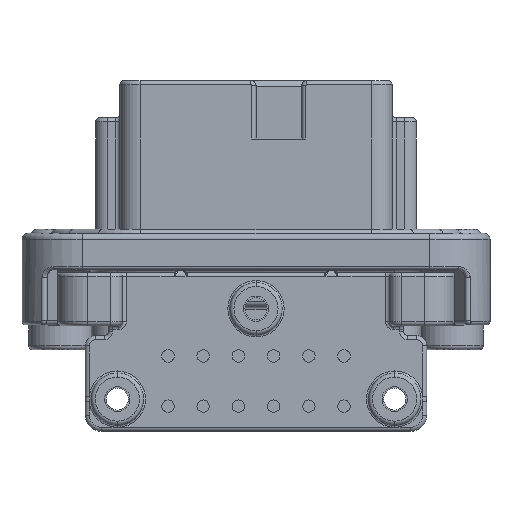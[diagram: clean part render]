
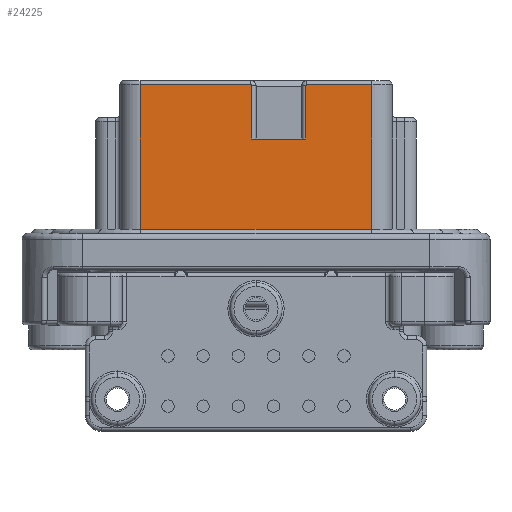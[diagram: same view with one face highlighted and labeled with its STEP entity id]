
A CAD part, front view. The second image highlights one B-rep face of the part: STEP entity #24225.
In plain terms, the highlighted planar face has unit normal (0, -1, 0).
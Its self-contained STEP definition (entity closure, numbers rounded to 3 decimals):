
#4056=DIRECTION('',(-1.,0.,0.));
#4057=VECTOR('',#4056,6.807);
#4058=CARTESIAN_POINT('',(6.299,-11.125,-7.366));
#4059=LINE('',#4058,#4057);
#4104=DIRECTION('',(-1.,0.,0.));
#4105=VECTOR('',#4104,8.242);
#4106=CARTESIAN_POINT('',(14.669,-11.125,-0.508));
#4107=LINE('',#4106,#4105);
#4108=DIRECTION('',(0.,0.,-1.));
#4109=VECTOR('',#4108,19.05);
#4110=CARTESIAN_POINT('',(14.669,-11.125,-0.508));
#4111=LINE('',#4110,#4109);
#4112=DIRECTION('',(-1.,0.,0.));
#4113=VECTOR('',#4112,14.034);
#4114=CARTESIAN_POINT('',(-0.635,-11.125,-0.508));
#4115=LINE('',#4114,#4113);
#4116=CARTESIAN_POINT('',(-0.635,-11.125,-0.635));
#4117=DIRECTION('',(0.,-1.,0.));
#4118=DIRECTION('',(1.,0.,0.));
#4119=AXIS2_PLACEMENT_3D('',#4116,#4117,#4118);
#4121=DIRECTION('',(0.,0.,1.));
#4122=VECTOR('',#4121,6.731);
#4123=CARTESIAN_POINT('',(-0.508,-11.125,-7.366));
#4124=LINE('',#4123,#4122);
#4125=DIRECTION('',(0.,0.,-1.));
#4126=VECTOR('',#4125,6.731);
#4127=CARTESIAN_POINT('',(6.299,-11.125,-0.635));
#4128=LINE('',#4127,#4126);
#4129=CARTESIAN_POINT('',(6.426,-11.125,-0.635));
#4130=DIRECTION('',(0.,-1.,0.));
#4131=DIRECTION('',(0.,0.,1.));
#4132=AXIS2_PLACEMENT_3D('',#4129,#4130,#4131);
#5126=DIRECTION('',(-1.,0.,0.));
#5127=VECTOR('',#5126,29.337);
#5128=CARTESIAN_POINT('',(14.669,-11.125,-19.558));
#5129=LINE('',#5128,#5127);
#14806=DIRECTION('',(0.,0.,-1.));
#14807=VECTOR('',#14806,19.05);
#14808=CARTESIAN_POINT('',(-14.669,-11.125,-0.508));
#14809=LINE('',#14808,#14807);
#17672=CARTESIAN_POINT('',(14.669,-11.125,-19.558));
#17674=VERTEX_POINT('',#17672);
#17675=CARTESIAN_POINT('',(-14.669,-11.125,-19.558));
#17676=VERTEX_POINT('',#17675);
#19790=CARTESIAN_POINT('',(14.669,-11.125,-0.508));
#19791=CARTESIAN_POINT('',(6.426,-11.125,-0.508));
#19792=VERTEX_POINT('',#19790);
#19793=VERTEX_POINT('',#19791);
#19798=CARTESIAN_POINT('',(-14.669,-11.125,-0.508));
#19800=VERTEX_POINT('',#19798);
#19812=CARTESIAN_POINT('',(-0.508,-11.125,-7.366));
#19813=CARTESIAN_POINT('',(-0.508,-11.125,-0.635));
#19814=VERTEX_POINT('',#19812);
#19815=VERTEX_POINT('',#19813);
#19816=CARTESIAN_POINT('',(-0.635,-11.125,-0.508));
#19817=VERTEX_POINT('',#19816);
#19826=CARTESIAN_POINT('',(6.299,-11.125,-7.366));
#19827=VERTEX_POINT('',#19826);
#19972=CARTESIAN_POINT('',(6.299,-11.125,-0.635));
#19973=VERTEX_POINT('',#19972);
#24203=CARTESIAN_POINT('',(14.669,-11.125,0.));
#24204=DIRECTION('',(0.,1.,0.));
#24205=DIRECTION('',(-1.,0.,0.));
#24206=AXIS2_PLACEMENT_3D('',#24203,#24204,#24205);
#24207=PLANE('',#24206);
#24208=ORIENTED_EDGE('',*,*,#24194,.F.);
#24210=ORIENTED_EDGE('',*,*,#24209,.T.);
#24212=ORIENTED_EDGE('',*,*,#24211,.T.);
#24214=ORIENTED_EDGE('',*,*,#24213,.F.);
#24216=ORIENTED_EDGE('',*,*,#24215,.F.);
#24218=ORIENTED_EDGE('',*,*,#24217,.F.);
#24219=ORIENTED_EDGE('',*,*,#24106,.F.);
#24220=ORIENTED_EDGE('',*,*,#24122,.F.);
#24221=ORIENTED_EDGE('',*,*,#24156,.F.);
#24222=ORIENTED_EDGE('',*,*,#24181,.F.);
#24223=EDGE_LOOP('',(#24208,#24210,#24212,#24214,#24216,#24218,#24219,#24220,
#24221,#24222));
#24224=FACE_OUTER_BOUND('',#24223,.F.);
#4120=CIRCLE('',#4119,0.127);
#4133=CIRCLE('',#4132,0.127);
#24106=EDGE_CURVE('',#19814,#19815,#4124,.T.);
#24122=EDGE_CURVE('',#19827,#19814,#4059,.T.);
#24156=EDGE_CURVE('',#19973,#19827,#4128,.T.);
#24181=EDGE_CURVE('',#19793,#19973,#4133,.T.);
#24194=EDGE_CURVE('',#19792,#19793,#4107,.T.);
#24209=EDGE_CURVE('',#19792,#17674,#4111,.T.);
#24211=EDGE_CURVE('',#17674,#17676,#5129,.T.);
#24213=EDGE_CURVE('',#19800,#17676,#14809,.T.);
#24215=EDGE_CURVE('',#19817,#19800,#4115,.T.);
#24217=EDGE_CURVE('',#19815,#19817,#4120,.T.);
#24225=ADVANCED_FACE('',(#24224),#24207,.F.);
